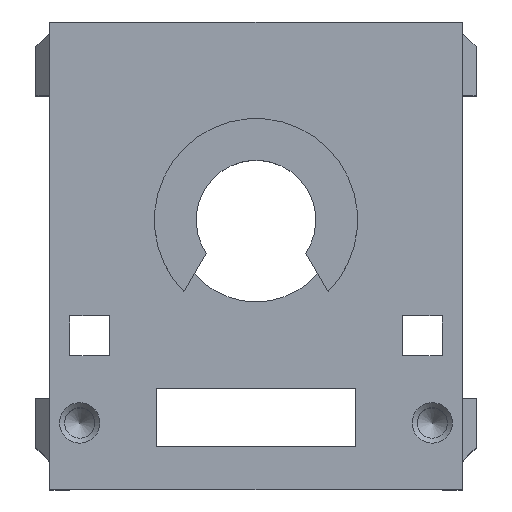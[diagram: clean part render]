
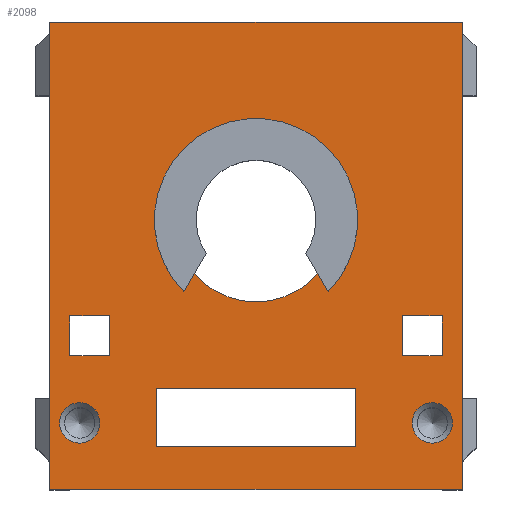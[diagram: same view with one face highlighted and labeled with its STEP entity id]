
A CAD part, top view. The second image highlights one B-rep face of the part: STEP entity #2098.
In plain terms, the highlighted planar face has unit normal (0, 0, 1).
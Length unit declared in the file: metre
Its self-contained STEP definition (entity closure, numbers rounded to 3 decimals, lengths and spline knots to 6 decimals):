
#28=CIRCLE('',#2241,0.002025);
#29=CIRCLE('',#2242,0.002025);
#30=CIRCLE('',#2243,0.0082);
#134=ORIENTED_EDGE('',*,*,#710,.T.);
#135=ORIENTED_EDGE('',*,*,#711,.T.);
#136=ORIENTED_EDGE('',*,*,#712,.F.);
#137=ORIENTED_EDGE('',*,*,#713,.F.);
#138=ORIENTED_EDGE('',*,*,#714,.T.);
#139=ORIENTED_EDGE('',*,*,#715,.T.);
#140=ORIENTED_EDGE('',*,*,#716,.T.);
#141=ORIENTED_EDGE('',*,*,#717,.T.);
#142=ORIENTED_EDGE('',*,*,#718,.F.);
#143=ORIENTED_EDGE('',*,*,#719,.F.);
#144=ORIENTED_EDGE('',*,*,#720,.F.);
#145=ORIENTED_EDGE('',*,*,#721,.T.);
#146=ORIENTED_EDGE('',*,*,#722,.T.);
#147=ORIENTED_EDGE('',*,*,#723,.F.);
#148=ORIENTED_EDGE('',*,*,#724,.F.);
#149=ORIENTED_EDGE('',*,*,#725,.F.);
#150=ORIENTED_EDGE('',*,*,#726,.T.);
#151=ORIENTED_EDGE('',*,*,#727,.T.);
#152=ORIENTED_EDGE('',*,*,#728,.F.);
#710=EDGE_CURVE('',#1000,#1000,#28,.F.);
#711=EDGE_CURVE('',#1001,#1001,#29,.F.);
#712=EDGE_CURVE('',#1002,#1003,#1210,.T.);
#713=EDGE_CURVE('',#1004,#1002,#1211,.T.);
#714=EDGE_CURVE('',#1004,#1005,#1212,.T.);
#715=EDGE_CURVE('',#1005,#1003,#1213,.T.);
#716=EDGE_CURVE('',#1006,#1007,#1214,.T.);
#717=EDGE_CURVE('',#1007,#1008,#1215,.T.);
#718=EDGE_CURVE('',#1009,#1008,#1216,.T.);
#719=EDGE_CURVE('',#1006,#1009,#1217,.T.);
#720=EDGE_CURVE('',#1010,#1010,#30,.T.);
#721=EDGE_CURVE('',#1011,#1012,#1218,.T.);
#722=EDGE_CURVE('',#1012,#1013,#1219,.T.);
#723=EDGE_CURVE('',#1014,#1013,#1220,.T.);
#724=EDGE_CURVE('',#1011,#1014,#1221,.T.);
#725=EDGE_CURVE('',#1015,#1016,#1222,.T.);
#726=EDGE_CURVE('',#1015,#1017,#1223,.T.);
#727=EDGE_CURVE('',#1017,#1018,#1224,.T.);
#728=EDGE_CURVE('',#1016,#1018,#1225,.T.);
#1000=VERTEX_POINT('',#3006);
#1001=VERTEX_POINT('',#3008);
#1002=VERTEX_POINT('',#3010);
#1003=VERTEX_POINT('',#3011);
#1004=VERTEX_POINT('',#3013);
#1005=VERTEX_POINT('',#3015);
#1006=VERTEX_POINT('',#3018);
#1007=VERTEX_POINT('',#3019);
#1008=VERTEX_POINT('',#3021);
#1009=VERTEX_POINT('',#3023);
#1010=VERTEX_POINT('',#3026);
#1011=VERTEX_POINT('',#3028);
#1012=VERTEX_POINT('',#3029);
#1013=VERTEX_POINT('',#3031);
#1014=VERTEX_POINT('',#3033);
#1015=VERTEX_POINT('',#3036);
#1016=VERTEX_POINT('',#3037);
#1017=VERTEX_POINT('',#3039);
#1018=VERTEX_POINT('',#3041);
#1210=LINE('',#3009,#1442);
#1211=LINE('',#3012,#1443);
#1212=LINE('',#3014,#1444);
#1213=LINE('',#3016,#1445);
#1214=LINE('',#3017,#1446);
#1215=LINE('',#3020,#1447);
#1216=LINE('',#3022,#1448);
#1217=LINE('',#3024,#1449);
#1218=LINE('',#3027,#1450);
#1219=LINE('',#3030,#1451);
#1220=LINE('',#3032,#1452);
#1221=LINE('',#3034,#1453);
#1222=LINE('',#3035,#1454);
#1223=LINE('',#3038,#1455);
#1224=LINE('',#3040,#1456);
#1225=LINE('',#3042,#1457);
#1442=VECTOR('',#2438,1.);
#1443=VECTOR('',#2439,1.);
#1444=VECTOR('',#2440,1.);
#1445=VECTOR('',#2441,1.);
#1446=VECTOR('',#2442,1.);
#1447=VECTOR('',#2443,1.);
#1448=VECTOR('',#2444,1.);
#1449=VECTOR('',#2445,1.);
#1450=VECTOR('',#2448,1.);
#1451=VECTOR('',#2449,1.);
#1452=VECTOR('',#2450,1.);
#1453=VECTOR('',#2451,1.);
#1454=VECTOR('',#2452,1.);
#1455=VECTOR('',#2453,1.);
#1456=VECTOR('',#2454,1.);
#1457=VECTOR('',#2455,1.);
#1672=EDGE_LOOP('',(#134));
#1673=EDGE_LOOP('',(#135));
#1674=EDGE_LOOP('',(#136,#137,#138,#139));
#1675=EDGE_LOOP('',(#140,#141,#142,#143));
#1676=EDGE_LOOP('',(#144));
#1677=EDGE_LOOP('',(#145,#146,#147,#148));
#1678=EDGE_LOOP('',(#149,#150,#151,#152));
#1846=FACE_BOUND('',#1672,.T.);
#1847=FACE_BOUND('',#1673,.T.);
#1848=FACE_BOUND('',#1674,.T.);
#1849=FACE_BOUND('',#1675,.T.);
#1850=FACE_BOUND('',#1676,.T.);
#1851=FACE_BOUND('',#1677,.T.);
#1852=FACE_BOUND('',#1678,.T.);
#2018=PLANE('',#2240);
#2098=ADVANCED_FACE('',(#1846,#1847,#1848,#1849,#1850,#1851,#1852),#2018,
 .T.);
#2240=AXIS2_PLACEMENT_3D('',#3004,#2432,#2433);
#2241=AXIS2_PLACEMENT_3D('',#3005,#2434,#2435);
#2242=AXIS2_PLACEMENT_3D('',#3007,#2436,#2437);
#2243=AXIS2_PLACEMENT_3D('',#3025,#2446,#2447);
#2432=DIRECTION('',(0.,0.,1.));
#2433=DIRECTION('',(1.,0.,0.));
#2434=DIRECTION('',(0.,0.,1.));
#2435=DIRECTION('',(1.,0.,0.));
#2436=DIRECTION('',(0.,0.,1.));
#2437=DIRECTION('',(1.,0.,0.));
#2438=DIRECTION('',(0.,1.,0.));
#2439=DIRECTION('',(1.,0.,0.));
#2440=DIRECTION('',(0.,1.,0.));
#2441=DIRECTION('',(1.,0.,0.));
#2442=DIRECTION('',(1.,0.,0.));
#2443=DIRECTION('',(0.,1.,0.));
#2444=DIRECTION('',(1.,0.,0.));
#2445=DIRECTION('',(0.,1.,0.));
#2446=DIRECTION('',(0.,0.,1.));
#2447=DIRECTION('',(1.,0.,0.));
#2448=DIRECTION('',(0.,1.,0.));
#2449=DIRECTION('',(1.,0.,0.));
#2450=DIRECTION('',(0.,1.,0.));
#2451=DIRECTION('',(1.,0.,0.));
#2452=DIRECTION('',(1.,0.,0.));
#2453=DIRECTION('',(0.,1.,0.));
#2454=DIRECTION('',(1.,0.,0.));
#2455=DIRECTION('',(0.,1.,0.));
#3004=CARTESIAN_POINT('',(0.,-0.002,0.018));
#3005=CARTESIAN_POINT('',(0.0177,0.00465,0.018));
#3006=CARTESIAN_POINT('',(0.019725,0.00465,0.018));
#3007=CARTESIAN_POINT('',(-0.0177,0.00465,0.018));
#3008=CARTESIAN_POINT('',(-0.015675,0.00465,0.018));
#3009=CARTESIAN_POINT('',(0.0187,0.0134,0.018));
#3010=CARTESIAN_POINT('',(0.0187,0.0114,0.018));
#3011=CARTESIAN_POINT('',(0.0187,0.0154,0.018));
#3012=CARTESIAN_POINT('',(0.0167,0.0114,0.018));
#3013=CARTESIAN_POINT('',(0.0147,0.0114,0.018));
#3014=CARTESIAN_POINT('',(0.0147,0.0134,0.018));
#3015=CARTESIAN_POINT('',(0.0147,0.0154,0.018));
#3016=CARTESIAN_POINT('',(0.0167,0.0154,0.018));
#3017=CARTESIAN_POINT('',(0.,-0.002,0.018));
#3018=CARTESIAN_POINT('',(-0.0207,-0.002,0.018));
#3019=CARTESIAN_POINT('',(0.0207,-0.002,0.018));
#3020=CARTESIAN_POINT('',(0.0207,-0.002,0.018));
#3021=CARTESIAN_POINT('',(0.0207,0.0449,0.018));
#3022=CARTESIAN_POINT('',(0.,0.0449,0.018));
#3023=CARTESIAN_POINT('',(-0.0207,0.0449,0.018));
#3024=CARTESIAN_POINT('',(-0.0207,-0.002,0.018));
#3025=CARTESIAN_POINT('',(0.,0.025,0.018));
#3026=CARTESIAN_POINT('',(0.0082,0.025,0.018));
#3027=CARTESIAN_POINT('',(-0.01,-0.002,0.018));
#3028=CARTESIAN_POINT('',(-0.01,0.00225,0.018));
#3029=CARTESIAN_POINT('',(-0.01,0.00815,0.018));
#3030=CARTESIAN_POINT('',(0.,0.00815,0.018));
#3031=CARTESIAN_POINT('',(0.01,0.00815,0.018));
#3032=CARTESIAN_POINT('',(0.01,-0.002,0.018));
#3033=CARTESIAN_POINT('',(0.01,0.00225,0.018));
#3034=CARTESIAN_POINT('',(0.,0.00225,0.018));
#3035=CARTESIAN_POINT('',(-0.0167,0.0114,0.018));
#3036=CARTESIAN_POINT('',(-0.0187,0.0114,0.018));
#3037=CARTESIAN_POINT('',(-0.0147,0.0114,0.018));
#3038=CARTESIAN_POINT('',(-0.0187,0.0134,0.018));
#3039=CARTESIAN_POINT('',(-0.0187,0.0154,0.018));
#3040=CARTESIAN_POINT('',(-0.0167,0.0154,0.018));
#3041=CARTESIAN_POINT('',(-0.0147,0.0154,0.018));
#3042=CARTESIAN_POINT('',(-0.0147,0.0134,0.018));
